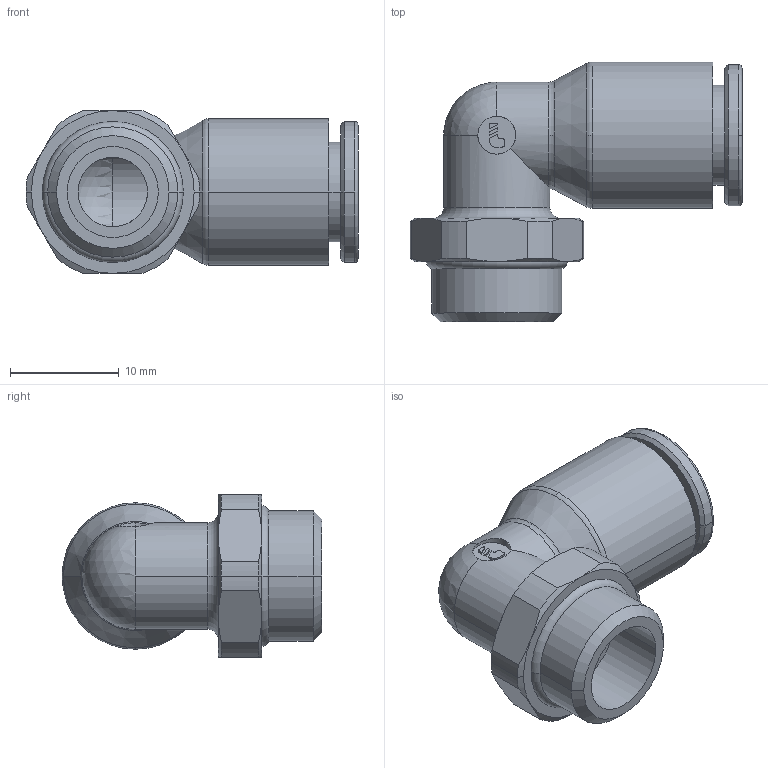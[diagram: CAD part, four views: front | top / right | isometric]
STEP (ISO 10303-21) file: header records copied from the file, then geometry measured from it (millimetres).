
FILE_DESCRIPTION(('STEP AP214'),'1');
FILE_NAME('3199_08_67.stp','2016-07-07T14:54:05',('TraceParts'),('TraceParts S.A.'),'Spatial InterOp 3D',' ',' ');
FILE_SCHEMA(('automotive_design'));
Length unit declared in the file: millimetre
Products named in the file (1): 1
Bounding box: 30.6 x 23.95 x 15 mm (x, y, z)
Volume: 2749.5 mm3; surface area: 2891.9 mm2
Topology: 1 solids, 1 shells, 100 faces, 250 edges, 156 vertices
Faces by surface type: cylinder 34, plane 31, cone 22, torus 10, sphere 3
Entity records: 3259 total; most frequent: CARTESIAN_POINT 852, DIRECTION 540, ORIENTED_EDGE 490, EDGE_CURVE 245, AXIS2_PLACEMENT_3D 226, VERTEX_POINT 156, CIRCLE 123, EDGE_LOOP 111
